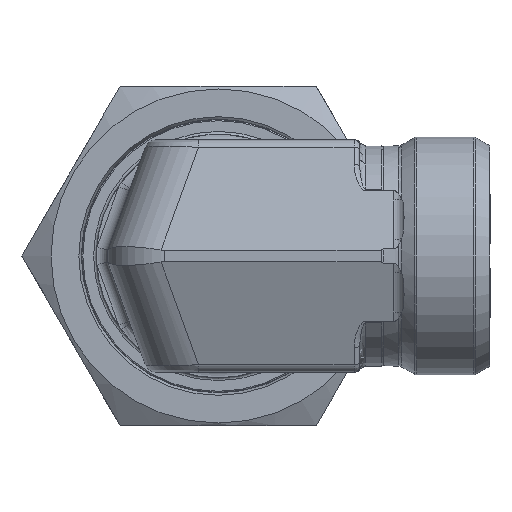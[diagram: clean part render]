
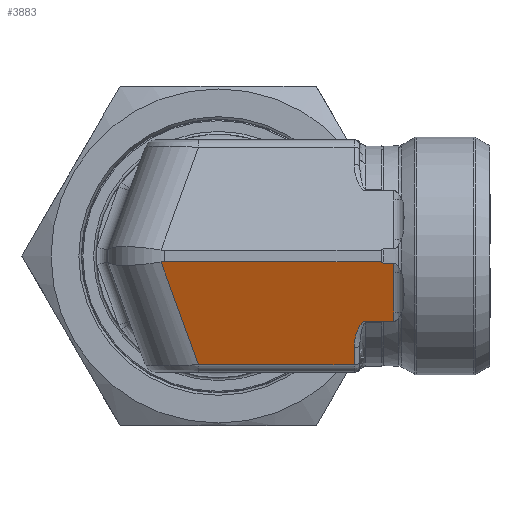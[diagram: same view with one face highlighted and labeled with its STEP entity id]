
A CAD part, left-side view. The second image highlights one B-rep face of the part: STEP entity #3883.
In plain terms, the highlighted planar face has unit normal (-0.94, 0, -0.342).
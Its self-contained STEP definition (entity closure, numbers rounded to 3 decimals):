
#305=B_SPLINE_CURVE_WITH_KNOTS('',3,(#6912,#6913,#6914,#6915),
 .UNSPECIFIED.,.F.,.F.,(4,4),(0.,1.),.UNSPECIFIED.);
#306=B_SPLINE_CURVE_WITH_KNOTS('',3,(#6920,#6921,#6922,#6923),
 .UNSPECIFIED.,.F.,.F.,(4,4),(0.,1.),.UNSPECIFIED.);
#307=B_SPLINE_CURVE_WITH_KNOTS('',3,(#6927,#6928,#6929,#6930),
 .UNSPECIFIED.,.F.,.F.,(4,4),(0.,1.),.UNSPECIFIED.);
#308=B_SPLINE_CURVE_WITH_KNOTS('',3,(#6934,#6935,#6936,#6937,#6938,#6939,
#6940,#6941,#6942,#6943),.UNSPECIFIED.,.F.,.F.,(4,3,3,4),(0.,0.385,
0.778,1.),.UNSPECIFIED.);
#309=B_SPLINE_CURVE_WITH_KNOTS('',3,(#6952,#6953,#6954,#6955,#6956,#6957,
#6958,#6959,#6960,#6961),.UNSPECIFIED.,.F.,.F.,(4,2,2,2,4),(0.,0.5,0.75,
0.875,1.),.UNSPECIFIED.);
#556=PLANE('',#5051);
#681=FACE_OUTER_BOUND('',#936,.T.);
#936=EDGE_LOOP('',(#1811,#1812,#1813,#1814,#1815,#1816,#1817,#1818,#1819,
#1820,#1821,#1822,#1823,#1824));
#1319=LINE('',#6910,#1540);
#1320=LINE('',#6918,#1541);
#1321=LINE('',#6925,#1542);
#1322=LINE('',#6932,#1543);
#1323=LINE('',#6946,#1544);
#1324=LINE('',#6948,#1545);
#1325=LINE('',#6950,#1546);
#1326=LINE('',#6963,#1547);
#1540=VECTOR('',#5597,1.);
#1541=VECTOR('',#5600,1.);
#1542=VECTOR('',#5601,1.);
#1543=VECTOR('',#5602,1.);
#1544=VECTOR('',#5605,1.);
#1545=VECTOR('',#5606,1.);
#1546=VECTOR('',#5607,1.);
#1547=VECTOR('',#5608,1.);
#1811=ORIENTED_EDGE('',*,*,#3205,.F.);
#1812=ORIENTED_EDGE('',*,*,#3206,.F.);
#1813=ORIENTED_EDGE('',*,*,#3207,.T.);
#1814=ORIENTED_EDGE('',*,*,#3208,.T.);
#1815=ORIENTED_EDGE('',*,*,#3209,.T.);
#1816=ORIENTED_EDGE('',*,*,#3210,.F.);
#1817=ORIENTED_EDGE('',*,*,#3211,.F.);
#1818=ORIENTED_EDGE('',*,*,#3204,.F.);
#1819=ORIENTED_EDGE('',*,*,#3212,.T.);
#1820=ORIENTED_EDGE('',*,*,#3213,.T.);
#1821=ORIENTED_EDGE('',*,*,#3214,.T.);
#1822=ORIENTED_EDGE('',*,*,#3215,.T.);
#1823=ORIENTED_EDGE('',*,*,#3216,.T.);
#1824=ORIENTED_EDGE('',*,*,#3217,.T.);
#3204=EDGE_CURVE('',#4405,#4404,#1319,.T.);
#3205=EDGE_CURVE('',#4406,#4407,#305,.T.);
#3206=EDGE_CURVE('',#4408,#4406,#1320,.T.);
#3207=EDGE_CURVE('',#4408,#4409,#306,.T.);
#3208=EDGE_CURVE('',#4409,#4410,#1321,.T.);
#3209=EDGE_CURVE('',#4410,#4411,#307,.T.);
#3210=EDGE_CURVE('',#4412,#4411,#1322,.T.);
#3211=EDGE_CURVE('',#4404,#4412,#308,.T.);
#3212=EDGE_CURVE('',#4405,#4413,#4194,.T.);
#3213=EDGE_CURVE('',#4413,#4414,#1323,.T.);
#3214=EDGE_CURVE('',#4414,#4415,#1324,.T.);
#3215=EDGE_CURVE('',#4415,#4416,#1325,.T.);
#3216=EDGE_CURVE('',#4416,#4417,#309,.T.);
#3217=EDGE_CURVE('',#4417,#4407,#1326,.T.);
#3883=ADVANCED_FACE('',(#681),#556,.T.);
#4194=ELLIPSE('',#5050,29.238,10.);
#4404=VERTEX_POINT('',#6907);
#4405=VERTEX_POINT('',#6909);
#4406=VERTEX_POINT('',#6916);
#4407=VERTEX_POINT('',#6917);
#4408=VERTEX_POINT('',#6919);
#4409=VERTEX_POINT('',#6924);
#4410=VERTEX_POINT('',#6926);
#4411=VERTEX_POINT('',#6931);
#4412=VERTEX_POINT('',#6933);
#4413=VERTEX_POINT('',#6945);
#4414=VERTEX_POINT('',#6947);
#4415=VERTEX_POINT('',#6949);
#4416=VERTEX_POINT('',#6951);
#4417=VERTEX_POINT('',#6962);
#5050=AXIS2_PLACEMENT_3D('',#6944,#5603,#5604);
#5051=AXIS2_PLACEMENT_3D('',#6964,#5609,#5610);
#5597=DIRECTION('',(0.,-1.,0.));
#5600=DIRECTION('',(0.,1.,0.));
#5601=DIRECTION('',(-0.342,0.,0.94));
#5602=DIRECTION('',(0.,-1.,0.));
#5603=DIRECTION('',(-0.94,0.,-0.342));
#5604=DIRECTION('',(0.342,0.,-0.94));
#5605=DIRECTION('',(0.324,-0.324,-0.889));
#5606=DIRECTION('',(0.,-1.,0.));
#5607=DIRECTION('',(-0.342,0.,0.94));
#5608=DIRECTION('',(0.,-1.,0.));
#5609=DIRECTION('',(-0.94,0.,-0.342));
#5610=DIRECTION('',(-0.342,0.,0.94));
#6907=CARTESIAN_POINT('',(-19.5,-28.781,-1.));
#6909=CARTESIAN_POINT('',(-19.5,9.5,-1.));
#6910=CARTESIAN_POINT('',(-19.5,-2.75,-1.));
#6912=CARTESIAN_POINT('',(-15.671,-29.2,-11.521));
#6913=CARTESIAN_POINT('',(-15.671,-29.155,-11.521));
#6914=CARTESIAN_POINT('',(-15.668,-29.111,-11.529));
#6915=CARTESIAN_POINT('',(-15.662,-29.069,-11.545));
#6916=CARTESIAN_POINT('',(-15.671,-29.2,-11.521));
#6917=CARTESIAN_POINT('',(-15.662,-29.069,-11.545));
#6918=CARTESIAN_POINT('',(-15.671,-48.,-11.521));
#6919=CARTESIAN_POINT('',(-15.671,-31.018,-11.521));
#6920=CARTESIAN_POINT('',(-15.671,-31.018,-11.521));
#6921=CARTESIAN_POINT('',(-15.869,-31.004,-10.977));
#6922=CARTESIAN_POINT('',(-16.067,-31.,-10.433));
#6923=CARTESIAN_POINT('',(-16.264,-31.,-9.89));
#6924=CARTESIAN_POINT('',(-16.264,-31.,-9.89));
#6925=CARTESIAN_POINT('',(-19.5,-31.,-1.));
#6926=CARTESIAN_POINT('',(-18.816,-31.,-2.879));
#6927=CARTESIAN_POINT('',(-18.816,-31.,-2.879));
#6928=CARTESIAN_POINT('',(-19.014,-31.,-2.335));
#6929=CARTESIAN_POINT('',(-19.212,-31.004,-1.791));
#6930=CARTESIAN_POINT('',(-19.41,-31.018,-1.247));
#6931=CARTESIAN_POINT('',(-19.41,-31.018,-1.247));
#6932=CARTESIAN_POINT('',(-19.41,-48.,-1.247));
#6933=CARTESIAN_POINT('',(-19.41,-29.2,-1.247));
#6934=CARTESIAN_POINT('',(-19.5,-28.781,-1.));
#6935=CARTESIAN_POINT('',(-19.482,-28.821,-1.048));
#6936=CARTESIAN_POINT('',(-19.466,-28.866,-1.095));
#6937=CARTESIAN_POINT('',(-19.451,-28.916,-1.135));
#6938=CARTESIAN_POINT('',(-19.436,-28.967,-1.175));
#6939=CARTESIAN_POINT('',(-19.424,-29.025,-1.21));
#6940=CARTESIAN_POINT('',(-19.416,-29.088,-1.23));
#6941=CARTESIAN_POINT('',(-19.412,-29.124,-1.241));
#6942=CARTESIAN_POINT('',(-19.41,-29.162,-1.247));
#6943=CARTESIAN_POINT('',(-19.41,-29.2,-1.247));
#6944=CARTESIAN_POINT('',(-9.5,9.5,-28.475));
#6945=CARTESIAN_POINT('',(-19.483,10.086,-1.047));
#6946=CARTESIAN_POINT('',(-18.154,8.757,-4.698));
#6947=CARTESIAN_POINT('',(-12.882,3.485,-19.184));
#6948=CARTESIAN_POINT('',(-12.882,-2.75,-19.184));
#6949=CARTESIAN_POINT('',(-12.882,-24.,-19.184));
#6950=CARTESIAN_POINT('',(-19.5,-24.,-1.));
#6951=CARTESIAN_POINT('',(-13.983,-24.,-16.157));
#6952=CARTESIAN_POINT('',(-13.983,-24.,-16.157));
#6953=CARTESIAN_POINT('',(-14.304,-24.,-15.277));
#6954=CARTESIAN_POINT('',(-14.617,-24.154,-14.416));
#6955=CARTESIAN_POINT('',(-15.074,-24.576,-13.161));
#6956=CARTESIAN_POINT('',(-15.221,-24.746,-12.755));
#6957=CARTESIAN_POINT('',(-15.429,-25.093,-12.185));
#6958=CARTESIAN_POINT('',(-15.497,-25.225,-11.999));
#6959=CARTESIAN_POINT('',(-15.612,-25.552,-11.683));
#6960=CARTESIAN_POINT('',(-15.662,-25.761,-11.545));
#6961=CARTESIAN_POINT('',(-15.662,-26.,-11.545));
#6962=CARTESIAN_POINT('',(-15.662,-26.,-11.545));
#6963=CARTESIAN_POINT('',(-15.662,-2.75,-11.545));
#6964=CARTESIAN_POINT('',(-19.5,-2.75,-1.));
